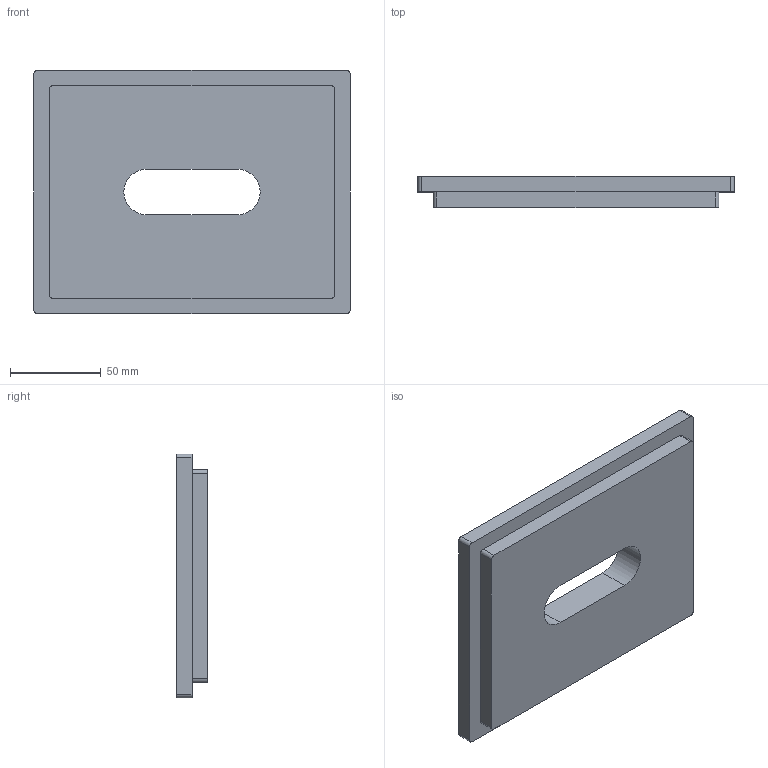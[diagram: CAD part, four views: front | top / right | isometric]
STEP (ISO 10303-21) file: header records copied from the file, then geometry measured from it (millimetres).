
FILE_DESCRIPTION(/* description */ (''),/* implementation_level */ '2;1');
FILE_NAME(/* name */ 'w7-box_top.stp',/* time_stamp */ '2017-03-14T01:25:58-05:00',/* author */ ('diego'),/* organization */ (''),/* preprocessor_version */ 'ST-DEVELOPER v16.5',/* originating_system */ 'Autodesk Inventor 2017',/* authorisation */ '');
FILE_SCHEMA (('AUTOMOTIVE_DESIGN { 1 0 10303 214 3 1 1 }'));
Length unit declared in the file: millimetre
Products named in the file (1): w7-box_top
Bounding box: 174 x 17 x 134 mm (x, y, z)
Volume: 324902.3 mm3; surface area: 56017.6 mm2
Topology: 1 solids, 1 shells, 23 faces, 60 edges, 40 vertices
Faces by surface type: plane 13, cylinder 10
Entity records: 748 total; most frequent: DIRECTION 128, CARTESIAN_POINT 124, ORIENTED_EDGE 120, EDGE_CURVE 60, AXIS2_PLACEMENT_3D 44, LINE 40, VECTOR 40, VERTEX_POINT 40
